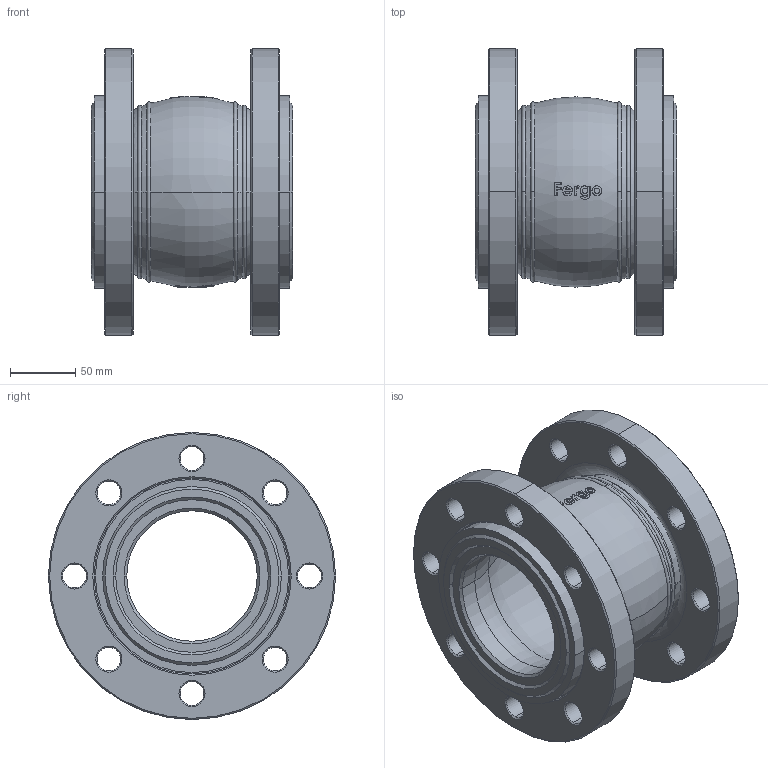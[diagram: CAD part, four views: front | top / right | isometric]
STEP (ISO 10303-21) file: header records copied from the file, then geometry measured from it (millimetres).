
FILE_DESCRIPTION (( 'STEP AP214' ), '1' );
FILE_NAME ('OG150-Gummi-Kompensator-DN100-PN-10-16-Fergo.STEP', '2022-09-09T12:08:20', ( '' ), ( '' ), 'SwSTEP 2.0', 'SolidWorks 2022', '' );
FILE_SCHEMA (( 'AUTOMOTIVE_DESIGN' ));
Length unit declared in the file: millimetre
Products named in the file (1): OG150-Gummi-Kompensator-DN100-PN-10-16-Fergo
Bounding box: 154 x 220 x 220 mm (x, y, z)
Volume: 1693118.8 mm3; surface area: 337291.2 mm2
Topology: 3 solids, 5 shells, 403 faces, 966 edges, 604 vertices
Faces by surface type: bspline 158, cone 96, torus 71, cylinder 60, plane 18
Entity records: 40684 total; most frequent: CARTESIAN_POINT 29802, ORIENTED_EDGE 1932, DIRECTION 1320, EDGE_CURVE 966, VERTEX_POINT 604, AXIS2_PLACEMENT_3D 582, EDGE_LOOP 476, B_SPLINE_CURVE_WITH_KNOTS 474
